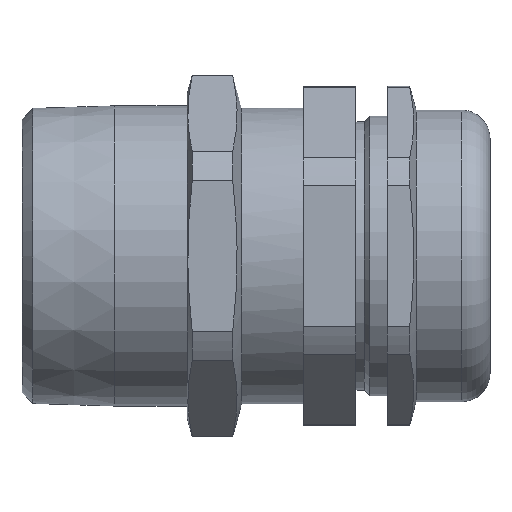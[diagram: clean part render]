
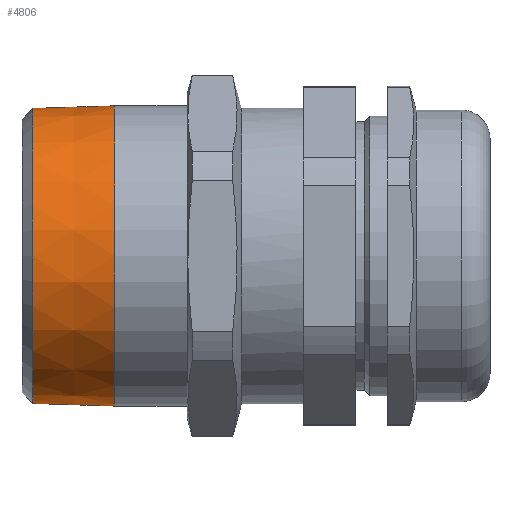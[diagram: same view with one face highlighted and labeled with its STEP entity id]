
A CAD part, front view. The second image highlights one B-rep face of the part: STEP entity #4806.
In plain terms, the highlighted conical face has half-angle 1.78 degrees and reference radius 35.815 mm.
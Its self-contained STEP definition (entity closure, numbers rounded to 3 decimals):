
#46 = VERTEX_POINT ( 'NONE', #2428 ) ;
#76 = AXIS2_PLACEMENT_3D ( 'NONE', #2544, #1712, #428 ) ;
#117 = DIRECTION ( 'NONE',  ( 1., 0., 0. ) ) ;
#335 = DIRECTION ( 'NONE',  ( 0., 0., -1. ) ) ;
#336 = CIRCLE ( 'NONE', #1237, 36.515 ) ;
#428 = DIRECTION ( 'NONE',  ( 0., 0., 1. ) ) ;
#508 = DIRECTION ( 'NONE',  ( 0., 0., -1. ) ) ;
#815 = EDGE_CURVE ( 'NONE', #46, #46, #2954, .T. ) ;
#875 = AXIS2_PLACEMENT_3D ( 'NONE', #2519, #117, #508 ) ;
#1237 = AXIS2_PLACEMENT_3D ( 'NONE', #3256, #5264, #335 ) ;
#1615 = EDGE_LOOP ( 'NONE', ( #1669 ) ) ;
#1669 = ORIENTED_EDGE ( 'NONE', *, *, #2408, .F. ) ;
#1712 = DIRECTION ( 'NONE',  ( 1., 0., 0. ) ) ;
#2408 = EDGE_CURVE ( 'NONE', #5028, #5028, #336, .T. ) ;
#2428 = CARTESIAN_POINT ( 'NONE',  ( 2.621, 0., 35.896 ) ) ;
#2519 = CARTESIAN_POINT ( 'NONE',  ( 0., 0., 0. ) ) ;
#2544 = CARTESIAN_POINT ( 'NONE',  ( 2.621, 0., 0. ) ) ;
#2850 = CARTESIAN_POINT ( 'NONE',  ( 22.54, 0., -36.515 ) ) ;
#2954 = CIRCLE ( 'NONE', #76, 35.896 ) ;
#3256 = CARTESIAN_POINT ( 'NONE',  ( 22.54, 0., 0. ) ) ;
#3653 = CONICAL_SURFACE ( 'NONE', #875, 35.815, 0.031 ) ;
#4367 = ORIENTED_EDGE ( 'NONE', *, *, #815, .T. ) ;
#4638 = FACE_OUTER_BOUND ( 'NONE', #1615, .T. ) ;
#4698 = FACE_BOUND ( 'NONE', #5040, .T. ) ;
#4806 = ADVANCED_FACE ( 'NONE', ( #4698, #4638 ), #3653, .T. ) ;
#5028 = VERTEX_POINT ( 'NONE', #2850 ) ;
#5040 = EDGE_LOOP ( 'NONE', ( #4367 ) ) ;
#5264 = DIRECTION ( 'NONE',  ( 1., 0., 0. ) ) ;
